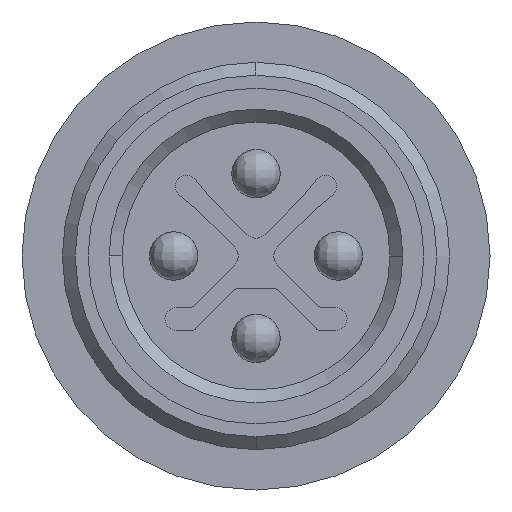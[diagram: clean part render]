
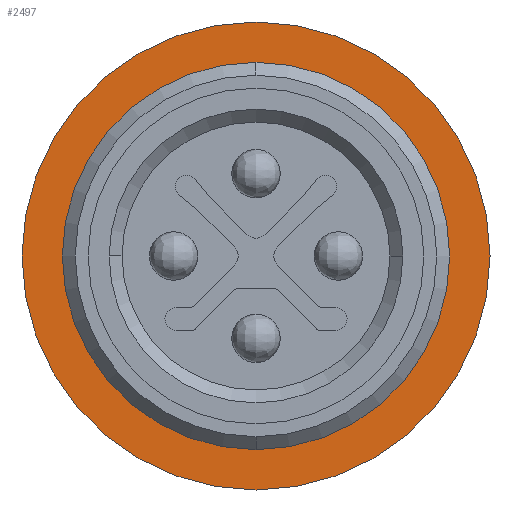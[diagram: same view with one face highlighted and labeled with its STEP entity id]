
A CAD part, left-side view. The second image highlights one B-rep face of the part: STEP entity #2497.
In plain terms, the highlighted planar face has unit normal (-1, 0, 0).
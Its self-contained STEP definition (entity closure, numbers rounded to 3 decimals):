
#45 = CARTESIAN_POINT ( 'NONE',  ( -6.3, 0., -7.25 ) ) ;
#417 = CARTESIAN_POINT ( 'NONE',  ( -6.3, 0., -6. ) ) ;
#631 = EDGE_LOOP ( 'NONE', ( #14676, #4972 ) ) ;
#1206 = CARTESIAN_POINT ( 'NONE',  ( -6.3, 0., 6. ) ) ;
#2109 = DIRECTION ( 'NONE',  ( 1., 0., 0. ) ) ;
#2453 = VERTEX_POINT ( 'NONE', #45 ) ;
#2490 = CIRCLE ( 'NONE', #8948, 7.25 ) ;
#2497 = ADVANCED_FACE ( 'NONE', ( #3967, #7127 ), #9844, .T. ) ;
#2512 = AXIS2_PLACEMENT_3D ( 'NONE', #10760, #3606, #12001 ) ;
#2874 = AXIS2_PLACEMENT_3D ( 'NONE', #5954, #5939, #5900 ) ;
#3606 = DIRECTION ( 'NONE',  ( 1., 0., 0. ) ) ;
#3967 = FACE_OUTER_BOUND ( 'NONE', #8493, .T. ) ;
#4038 = VERTEX_POINT ( 'NONE', #417 ) ;
#4188 = CARTESIAN_POINT ( 'NONE',  ( -6.3, 0., 0. ) ) ;
#4895 = EDGE_CURVE ( 'NONE', #2453, #5495, #12229, .T. ) ;
#4972 = ORIENTED_EDGE ( 'NONE', *, *, #7160, .T. ) ;
#5361 = DIRECTION ( 'NONE',  ( 0., 0., -1. ) ) ;
#5441 = CIRCLE ( 'NONE', #11276, 6. ) ;
#5495 = VERTEX_POINT ( 'NONE', #14312 ) ;
#5888 = CARTESIAN_POINT ( 'NONE',  ( -6.3, 0., 0. ) ) ;
#5900 = DIRECTION ( 'NONE',  ( 0., 0., -1. ) ) ;
#5939 = DIRECTION ( 'NONE',  ( 1., 0., 0. ) ) ;
#5954 = CARTESIAN_POINT ( 'NONE',  ( -6.3, 0., 0. ) ) ;
#5975 = ORIENTED_EDGE ( 'NONE', *, *, #10479, .F. ) ;
#7127 = FACE_BOUND ( 'NONE', #631, .T. ) ;
#7130 = VERTEX_POINT ( 'NONE', #1206 ) ;
#7160 = EDGE_CURVE ( 'NONE', #7130, #4038, #13419, .T. ) ;
#7258 = AXIS2_PLACEMENT_3D ( 'NONE', #5888, #7735, #11177 ) ;
#7445 = EDGE_CURVE ( 'NONE', #4038, #7130, #5441, .T. ) ;
#7735 = DIRECTION ( 'NONE',  ( -1., 0., 0. ) ) ;
#8493 = EDGE_LOOP ( 'NONE', ( #9137, #5975 ) ) ;
#8948 = AXIS2_PLACEMENT_3D ( 'NONE', #9181, #2109, #10389 ) ;
#9137 = ORIENTED_EDGE ( 'NONE', *, *, #4895, .F. ) ;
#9181 = CARTESIAN_POINT ( 'NONE',  ( -6.3, 0., 0. ) ) ;
#9844 = PLANE ( 'NONE',  #7258 ) ;
#10389 = DIRECTION ( 'NONE',  ( 0., 0., -1. ) ) ;
#10479 = EDGE_CURVE ( 'NONE', #5495, #2453, #2490, .T. ) ;
#10760 = CARTESIAN_POINT ( 'NONE',  ( -6.3, 0., 0. ) ) ;
#11177 = DIRECTION ( 'NONE',  ( 0., 0., 1. ) ) ;
#11276 = AXIS2_PLACEMENT_3D ( 'NONE', #4188, #12605, #5361 ) ;
#12001 = DIRECTION ( 'NONE',  ( 0., 0., -1. ) ) ;
#12229 = CIRCLE ( 'NONE', #2874, 7.25 ) ;
#12605 = DIRECTION ( 'NONE',  ( 1., 0., 0. ) ) ;
#13419 = CIRCLE ( 'NONE', #2512, 6. ) ;
#14312 = CARTESIAN_POINT ( 'NONE',  ( -6.3, 0., 7.25 ) ) ;
#14676 = ORIENTED_EDGE ( 'NONE', *, *, #7445, .T. ) ;
